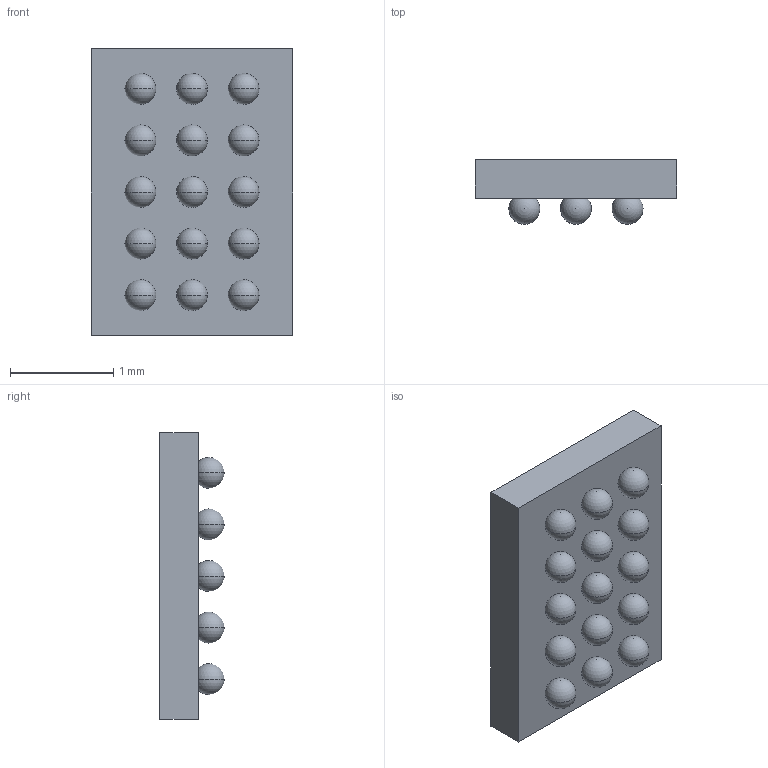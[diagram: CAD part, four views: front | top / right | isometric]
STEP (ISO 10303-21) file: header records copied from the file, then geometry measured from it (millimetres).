
FILE_DESCRIPTION (( 'STEP AP214' ), '1' );
FILE_NAME ('YZF15.STEP', '2024-04-28T18:52:32', ( '' ), ( '' ), 'SwSTEP 2.0', 'SolidWorks 2021', '' );
FILE_SCHEMA (( 'AUTOMOTIVE_DESIGN' ));
Length unit declared in the file: millimetre
Products named in the file (1): YZF15
Bounding box: 1.96 x 0.62 x 2.78 mm (x, y, z)
Volume: 2.2 mm3; surface area: 18.9 mm2
Topology: 17 solids, 17 shells, 58 faces, 159 edges, 106 vertices
Faces by surface type: sphere 30, plane 24, cylinder 4
Entity records: 1494 total; most frequent: DIRECTION 270, CARTESIAN_POINT 204, ORIENTED_EDGE 168, AXIS2_PLACEMENT_3D 127, EDGE_CURVE 84, CIRCLE 68, VERTEX_POINT 61, EDGE_LOOP 59
